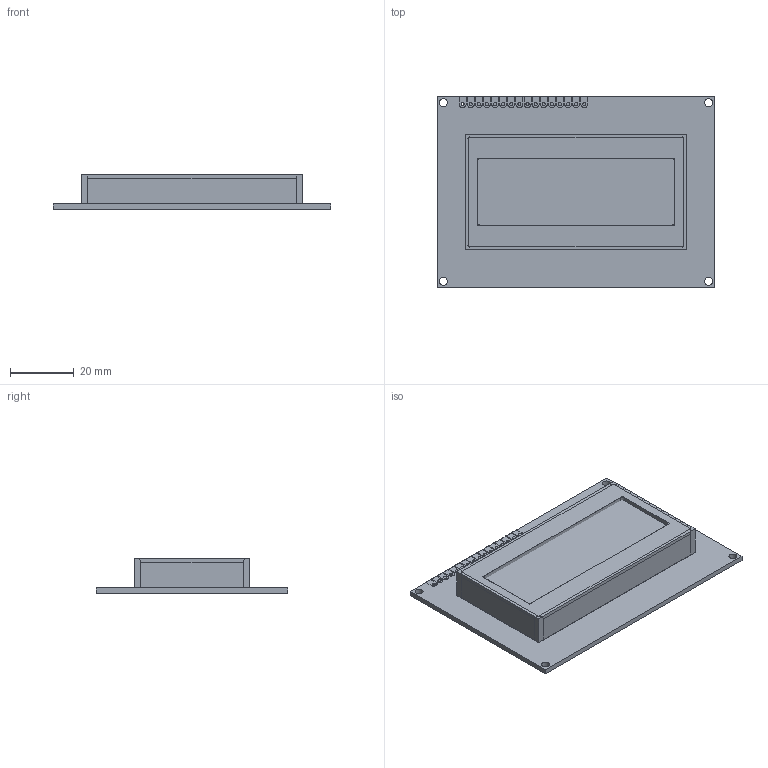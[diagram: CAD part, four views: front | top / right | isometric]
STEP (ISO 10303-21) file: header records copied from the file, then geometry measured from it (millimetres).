
FILE_DESCRIPTION(('FreeCAD Model'),'2;1');
FILE_NAME('LCD 4x16.step', '2020-10-07T07:57:11',('Author'),(''), 'Open CASCADE STEP processor 7.3','FreeCAD','Unknown');
FILE_SCHEMA(('AUTOMOTIVE_DESIGN { 1 0 10303 214 1 1 1 1 }'));
Length unit declared in the file: millimetre
Products named in the file (4): Placa_001; Contatos_001; Metal_001; LCD_001
Bounding box: 87 x 60 x 10.7 mm (x, y, z)
Volume: 55364.7 mm3; surface area: 31826.5 mm2
Topology: 22 solids, 22 shells, 178 faces, 398 edges, 264 vertices
Faces by surface type: plane 127, cylinder 51
Full cylindrical faces by diameter (mm): 1 x18, 2.5 x4
Entity records: 6280 total; most frequent: DIRECTION 858, CARTESIAN_POINT 841, ORIENTED_EDGE 796, EDGE_CURVE 398, LINE 296, VECTOR 296, AXIS2_PLACEMENT_3D 281, VERTEX_POINT 264
